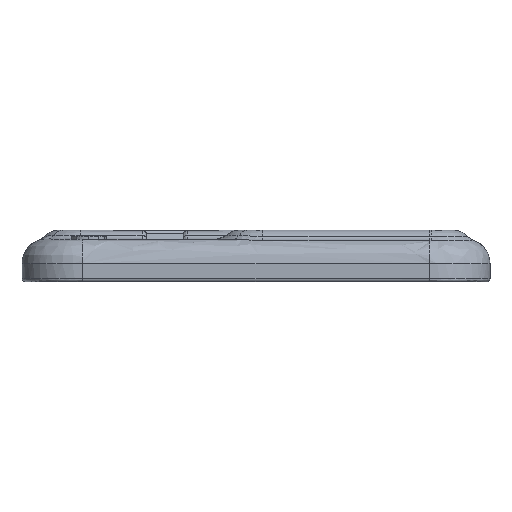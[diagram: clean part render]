
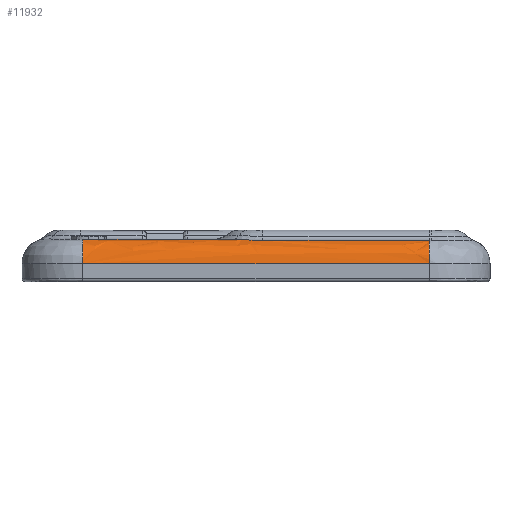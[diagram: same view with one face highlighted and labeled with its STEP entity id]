
A CAD part, front view. The second image highlights one B-rep face of the part: STEP entity #11932.
In plain terms, the highlighted free-form (B-spline) face has degree [2, 1] with [3, 2] control points.
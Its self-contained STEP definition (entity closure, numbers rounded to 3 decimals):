
#2520 = VERTEX_POINT('',#2521);
#2521 = CARTESIAN_POINT('',(21.293,-141.926,
    11.435));
#2529 = EDGE_CURVE('',#2530,#2520,#2532,.T.);
#2530 = VERTEX_POINT('',#2531);
#2531 = CARTESIAN_POINT('',(-25.729,-141.926,
    11.435));
#2532 = B_SPLINE_CURVE_WITH_KNOTS('',1,(#2533,#2534),.UNSPECIFIED.,.F.,
  .F.,(2,2),(0.,49.345),.PIECEWISE_BEZIER_KNOTS.);
#2533 = CARTESIAN_POINT('',(-25.729,-141.926,
    11.435));
#2534 = CARTESIAN_POINT('',(21.293,-141.926,
    11.435));
#11751 = EDGE_CURVE('',#11752,#11754,#11756,.T.);
#11752 = VERTEX_POINT('',#11753);
#11753 = CARTESIAN_POINT('',(82.905,-147.316,
    9.202));
#11754 = VERTEX_POINT('',#11755);
#11755 = CARTESIAN_POINT('',(82.905,-144.161,
    11.1));
#11756 = ( BOUNDED_CURVE() B_SPLINE_CURVE(2,(#11757,#11758,#11759),
.UNSPECIFIED.,.F.,.F.) B_SPLINE_CURVE_WITH_KNOTS((3,3),(0.,
0.488),.PIECEWISE_BEZIER_KNOTS.) CURVE() 
GEOMETRIC_REPRESENTATION_ITEM() RATIONAL_B_SPLINE_CURVE((1.,
0.97,1.)) REPRESENTATION_ITEM('') );
#11757 = CARTESIAN_POINT('',(82.905,-147.316,
    9.202));
#11758 = CARTESIAN_POINT('',(82.905,-145.975,
    10.544));
#11759 = CARTESIAN_POINT('',(82.905,-144.161,
    11.1));
#11761 = EDGE_CURVE('',#11762,#11752,#11764,.T.);
#11762 = VERTEX_POINT('',#11763);
#11763 = CARTESIAN_POINT('',(82.905,-149.549,
    3.812));
#11764 = ( BOUNDED_CURVE() B_SPLINE_CURVE(2,(#11765,#11766,#11767),
.UNSPECIFIED.,.F.,.F.) B_SPLINE_CURVE_WITH_KNOTS((3,3),(0.,
0.785),.PIECEWISE_BEZIER_KNOTS.) CURVE() 
GEOMETRIC_REPRESENTATION_ITEM() RATIONAL_B_SPLINE_CURVE((1.,
0.924,1.)) REPRESENTATION_ITEM('') );
#11765 = CARTESIAN_POINT('',(82.905,-149.549,
    3.812));
#11766 = CARTESIAN_POINT('',(82.905,-149.549,
    6.969));
#11767 = CARTESIAN_POINT('',(82.905,-147.316,
    9.202));
#11913 = EDGE_CURVE('',#11914,#11754,#11916,.T.);
#11914 = VERTEX_POINT('',#11915);
#11915 = CARTESIAN_POINT('',(30.757,-144.161,
    11.1));
#11916 = B_SPLINE_CURVE_WITH_KNOTS('',1,(#11917,#11918),.UNSPECIFIED.,
  .F.,.F.,(2,2),(0.,54.724),.PIECEWISE_BEZIER_KNOTS.);
#11917 = CARTESIAN_POINT('',(30.757,-144.161,
    11.1));
#11918 = CARTESIAN_POINT('',(82.905,-144.161,
    11.1));
#11932 = ADVANCED_FACE('',(#11933),#11969,.T.);
#11933 = FACE_BOUND('',#11934,.T.);
#11934 = EDGE_LOOP('',(#11935,#11936,#11944,#11952,#11957,#11958,#11959,
    #11960));
#11935 = ORIENTED_EDGE('',*,*,#2529,.F.);
#11936 = ORIENTED_EDGE('',*,*,#11937,.T.);
#11937 = EDGE_CURVE('',#2530,#11938,#11940,.T.);
#11938 = VERTEX_POINT('',#11939);
#11939 = CARTESIAN_POINT('',(-25.729,-147.316,
    9.202));
#11940 = ( BOUNDED_CURVE() B_SPLINE_CURVE(2,(#11941,#11942,#11943),
.UNSPECIFIED.,.F.,.F.) B_SPLINE_CURVE_WITH_KNOTS((3,3),(0.,
0.785),.PIECEWISE_BEZIER_KNOTS.) CURVE() 
GEOMETRIC_REPRESENTATION_ITEM() RATIONAL_B_SPLINE_CURVE((1.,
0.924,1.)) REPRESENTATION_ITEM('') );
#11941 = CARTESIAN_POINT('',(-25.729,-141.926,
    11.435));
#11942 = CARTESIAN_POINT('',(-25.729,-145.083,
    11.435));
#11943 = CARTESIAN_POINT('',(-25.729,-147.316,
    9.202));
#11944 = ORIENTED_EDGE('',*,*,#11945,.T.);
#11945 = EDGE_CURVE('',#11938,#11946,#11948,.T.);
#11946 = VERTEX_POINT('',#11947);
#11947 = CARTESIAN_POINT('',(-25.729,-149.549,
    3.812));
#11948 = ( BOUNDED_CURVE() B_SPLINE_CURVE(2,(#11949,#11950,#11951),
.UNSPECIFIED.,.F.,.F.) B_SPLINE_CURVE_WITH_KNOTS((3,3),(0.,
0.785),.PIECEWISE_BEZIER_KNOTS.) CURVE() 
GEOMETRIC_REPRESENTATION_ITEM() RATIONAL_B_SPLINE_CURVE((1.,
0.924,1.)) REPRESENTATION_ITEM('') );
#11949 = CARTESIAN_POINT('',(-25.729,-147.316,
    9.202));
#11950 = CARTESIAN_POINT('',(-25.729,-149.549,
    6.969));
#11951 = CARTESIAN_POINT('',(-25.729,-149.549,
    3.812));
#11952 = ORIENTED_EDGE('',*,*,#11953,.F.);
#11953 = EDGE_CURVE('',#11762,#11946,#11954,.T.);
#11954 = B_SPLINE_CURVE_WITH_KNOTS('',1,(#11955,#11956),.UNSPECIFIED.,
  .F.,.F.,(2,2),(0.,114.),.PIECEWISE_BEZIER_KNOTS.);
#11955 = CARTESIAN_POINT('',(82.905,-149.549,
    3.812));
#11956 = CARTESIAN_POINT('',(-25.729,-149.549,
    3.812));
#11957 = ORIENTED_EDGE('',*,*,#11761,.T.);
#11958 = ORIENTED_EDGE('',*,*,#11751,.T.);
#11959 = ORIENTED_EDGE('',*,*,#11913,.F.);
#11960 = ORIENTED_EDGE('',*,*,#11961,.F.);
#11961 = EDGE_CURVE('',#2520,#11914,#11962,.T.);
#11962 = B_SPLINE_CURVE_WITH_KNOTS('',3,(#11963,#11964,#11965,#11966,
    #11967,#11968),.UNSPECIFIED.,.F.,.F.,(4,1,1,4),(0.,0.429,
    0.714,1.),.UNSPECIFIED.);
#11963 = CARTESIAN_POINT('',(21.293,-141.926,
    11.435));
#11964 = CARTESIAN_POINT('',(22.425,-142.509,
    11.435));
#11965 = CARTESIAN_POINT('',(24.517,-143.348,
    11.321));
#11966 = CARTESIAN_POINT('',(27.783,-144.029,
    11.142));
#11967 = CARTESIAN_POINT('',(29.775,-144.161,
    11.1));
#11968 = CARTESIAN_POINT('',(30.757,-144.161,
    11.1));
#11969 = ( BOUNDED_SURFACE() B_SPLINE_SURFACE(2,1,(
    (#11970,#11971)
    ,(#11972,#11973)
    ,(#11974,#11975
)),.UNSPECIFIED.,.F.,.F.,.F.) B_SPLINE_SURFACE_WITH_KNOTS((3,3),(2,2),(
    -0.785,0.785),(-82.,32.),
.PIECEWISE_BEZIER_KNOTS.) GEOMETRIC_REPRESENTATION_ITEM() 
RATIONAL_B_SPLINE_SURFACE((
    (1.,1.)
    ,(0.707,0.707)
,(1.,1.))) REPRESENTATION_ITEM('') SURFACE() );
#11970 = CARTESIAN_POINT('',(82.905,-149.549,
    3.812));
#11971 = CARTESIAN_POINT('',(-25.729,-149.549,
    3.812));
#11972 = CARTESIAN_POINT('',(82.905,-149.549,
    11.435));
#11973 = CARTESIAN_POINT('',(-25.729,-149.549,
    11.435));
#11974 = CARTESIAN_POINT('',(82.905,-141.926,
    11.435));
#11975 = CARTESIAN_POINT('',(-25.729,-141.926,
    11.435));
